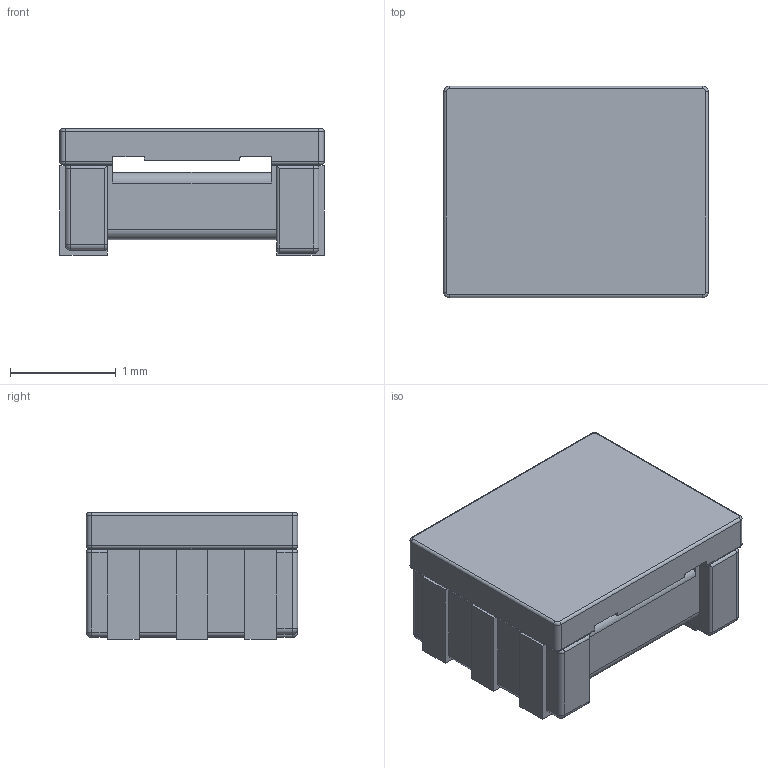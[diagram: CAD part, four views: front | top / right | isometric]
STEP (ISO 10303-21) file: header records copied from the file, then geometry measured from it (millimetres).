
FILE_DESCRIPTION(/* description */ (''),/* implementation_level */ '2;1');
FILE_NAME(/* name */ 'TDK - ACM 2520.step',/* time_stamp */ '2020-04-08T05:20:39+01:00',/* author */ (''),/* organization */ (''),/* preprocessor_version */ 'ST-DEVELOPER v18',/* originating_system */ 'Autodesk Translation Framework v8.12.0.6',/* authorisation */ '');
FILE_SCHEMA (('AUTOMOTIVE_DESIGN { 1 0 10303 214 3 1 1 }'));
Length unit declared in the file: millimetre
Products named in the file (1): TDK - ACM 2520
Bounding box: 2.5 x 2 x 1.2 mm (x, y, z)
Volume: 4.7 mm3; surface area: 29.7 mm2
Topology: 1 solids, 1 shells, 177 faces, 464 edges, 283 vertices
Faces by surface type: plane 102, cylinder 55, bspline 16, sphere 4
Entity records: 5528 total; most frequent: CARTESIAN_POINT 1053, ORIENTED_EDGE 928, DIRECTION 910, EDGE_CURVE 464, LINE 342, VECTOR 342, AXIS2_PLACEMENT_3D 284, VERTEX_POINT 283
